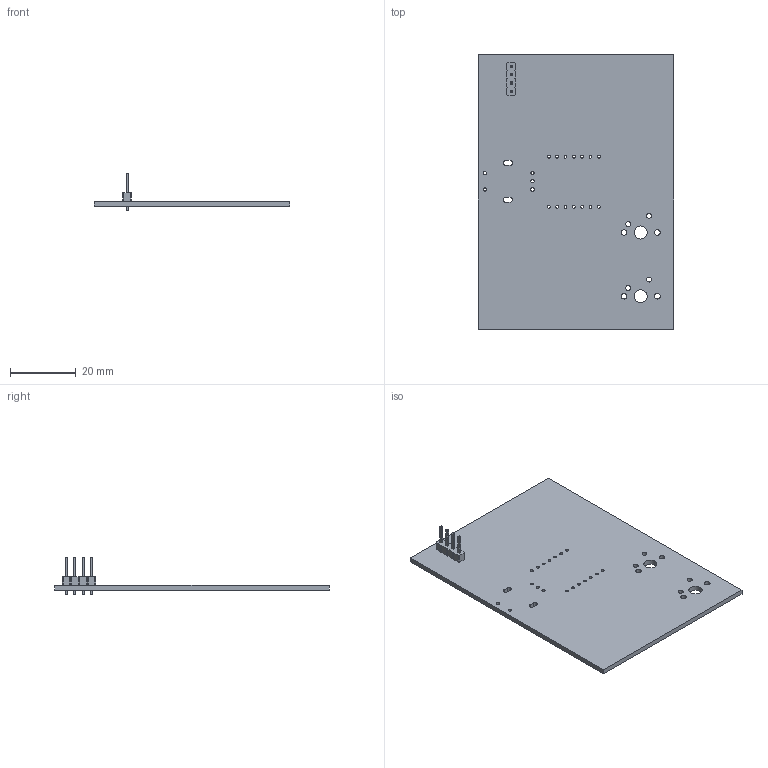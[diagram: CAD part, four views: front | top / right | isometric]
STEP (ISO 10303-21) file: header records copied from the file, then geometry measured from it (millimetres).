
FILE_DESCRIPTION(('KiCad electronic assembly'),'2;1');
FILE_NAME('new_project2.step','2026-01-20T12:17:27',('Pcbnew'),('Kicad') ,'Open CASCADE STEP processor 7.9','KiCad to STEP converter','Unknown' );
FILE_SCHEMA(('AUTOMOTIVE_DESIGN { 1 0 10303 214 1 1 1 1 }'));
Length unit declared in the file: millimetre
Products named in the file (3): new_project2 1; PinHeader_1x04_P2.54mm_Vertical; new_project2_PCB
Assembly tree (2 placements, depth 2):
  new_project2 1
    PinHeader_1x04_P2.54mm_Vertical
    new_project2_PCB
Bounding box: 59.5 x 83.5 x 11.54 mm (x, y, z)
Volume: 7483.5 mm3; surface area: 10668.6 mm2
Topology: 2 solids, 2 shells, 147 faces, 373 edges, 238 vertices
Faces by surface type: plane 110, cylinder 37
Full cylindrical faces by diameter (mm): 0.889 x14, 1 x9, 1.5 x4, 1.7 x4, 4 x2
Entity records: 5261 total; most frequent: CARTESIAN_POINT 761, DIRECTION 747, ORIENTED_EDGE 746, EDGE_CURVE 373, LINE 299, VECTOR 299, VERTEX_POINT 238, FACE_BOUND 225
